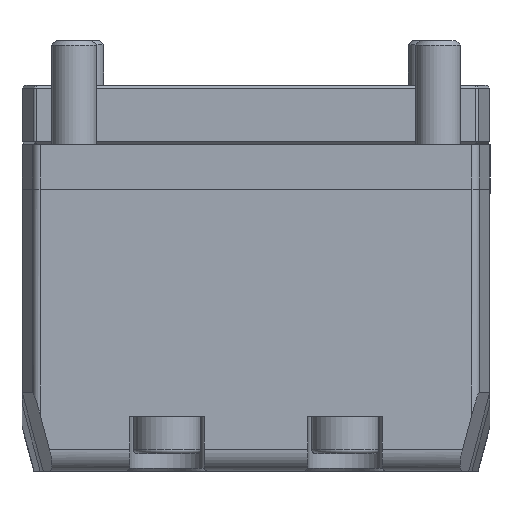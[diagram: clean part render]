
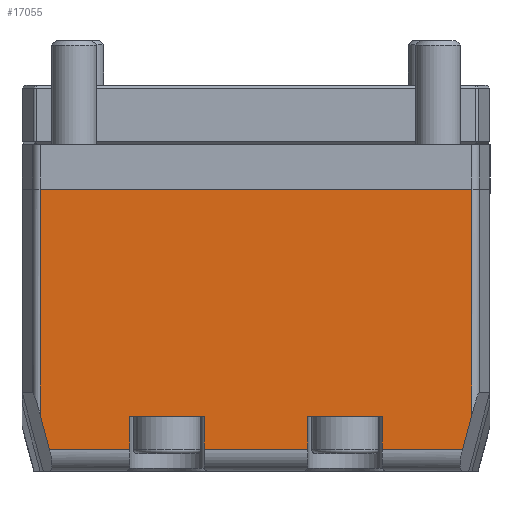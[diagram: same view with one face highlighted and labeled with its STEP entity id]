
A CAD part, front view. The second image highlights one B-rep face of the part: STEP entity #17055.
In plain terms, the highlighted planar face has unit normal (0, -1, 0).
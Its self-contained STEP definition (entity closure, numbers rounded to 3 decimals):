
#1906=LINE('',#25856,#3970);
#1912=LINE('',#25882,#3976);
#2029=LINE('',#26249,#4093);
#2031=LINE('',#26256,#4095);
#2032=LINE('',#26262,#4096);
#2038=LINE('',#26277,#4102);
#2040=LINE('',#26283,#4104);
#2063=LINE('',#26370,#4127);
#2073=LINE('',#26404,#4137);
#2081=LINE('',#26428,#4145);
#2082=LINE('',#26430,#4146);
#2083=LINE('',#26432,#4147);
#2084=LINE('',#26434,#4148);
#2085=LINE('',#26435,#4149);
#3970=VECTOR('',#21139,10.);
#3976=VECTOR('',#21161,10.);
#4093=VECTOR('',#21460,10.);
#4095=VECTOR('',#21470,10.);
#4096=VECTOR('',#21477,10.);
#4102=VECTOR('',#21495,10.);
#4104=VECTOR('',#21503,10.);
#4127=VECTOR('',#21598,10.);
#4137=VECTOR('',#21634,10.);
#4145=VECTOR('',#21658,10.);
#4146=VECTOR('',#21659,10.);
#4147=VECTOR('',#21660,10.);
#4148=VECTOR('',#21661,10.);
#4149=VECTOR('',#21662,10.);
#5869=FACE_OUTER_BOUND('',#6737,.T.);
#6737=EDGE_LOOP('',(#14808,#14809,#14810,#14811,#14812,#14813,#14814,#14815,
#14816,#14817,#14818,#14819,#14820,#14821));
#8279=VERTEX_POINT('',#25853);
#8280=VERTEX_POINT('',#25855);
#8291=VERTEX_POINT('',#25879);
#8292=VERTEX_POINT('',#25881);
#8403=VERTEX_POINT('',#26248);
#8404=VERTEX_POINT('',#26254);
#8406=VERTEX_POINT('',#26260);
#8410=VERTEX_POINT('',#26281);
#8438=VERTEX_POINT('',#26368);
#8449=VERTEX_POINT('',#26403);
#8457=VERTEX_POINT('',#26427);
#8458=VERTEX_POINT('',#26429);
#8459=VERTEX_POINT('',#26431);
#8460=VERTEX_POINT('',#26433);
#10363=EDGE_CURVE('',#8280,#8279,#1906,.T.);
#10375=EDGE_CURVE('',#8292,#8291,#1912,.T.);
#10538=EDGE_CURVE('',#8403,#8280,#2029,.T.);
#10542=EDGE_CURVE('',#8279,#8404,#2031,.T.);
#10545=EDGE_CURVE('',#8406,#8404,#2032,.T.);
#10553=EDGE_CURVE('',#8406,#8292,#2038,.T.);
#10556=EDGE_CURVE('',#8291,#8410,#2040,.T.);
#10600=EDGE_CURVE('',#8438,#8410,#2063,.T.);
#10614=EDGE_CURVE('',#8403,#8449,#2073,.T.);
#10626=EDGE_CURVE('',#8438,#8457,#2081,.T.);
#10627=EDGE_CURVE('',#8458,#8457,#2082,.T.);
#10628=EDGE_CURVE('',#8458,#8459,#2083,.T.);
#10629=EDGE_CURVE('',#8459,#8460,#2084,.T.);
#10630=EDGE_CURVE('',#8460,#8449,#2085,.T.);
#14808=ORIENTED_EDGE('',*,*,#10542,.T.);
#14809=ORIENTED_EDGE('',*,*,#10545,.F.);
#14810=ORIENTED_EDGE('',*,*,#10553,.T.);
#14811=ORIENTED_EDGE('',*,*,#10375,.T.);
#14812=ORIENTED_EDGE('',*,*,#10556,.T.);
#14813=ORIENTED_EDGE('',*,*,#10600,.F.);
#14814=ORIENTED_EDGE('',*,*,#10626,.T.);
#14815=ORIENTED_EDGE('',*,*,#10627,.F.);
#14816=ORIENTED_EDGE('',*,*,#10628,.T.);
#14817=ORIENTED_EDGE('',*,*,#10629,.T.);
#14818=ORIENTED_EDGE('',*,*,#10630,.T.);
#14819=ORIENTED_EDGE('',*,*,#10614,.F.);
#14820=ORIENTED_EDGE('',*,*,#10538,.T.);
#14821=ORIENTED_EDGE('',*,*,#10363,.T.);
#16306=PLANE('',#18027);
#17055=ADVANCED_FACE('',(#5869),#16306,.T.);
#18027=AXIS2_PLACEMENT_3D('',#26426,#21656,#21657);
#21139=DIRECTION('',(1.,0.,0.));
#21161=DIRECTION('',(1.,0.,0.));
#21460=DIRECTION('',(0.,0.,1.));
#21470=DIRECTION('',(0.,0.,-1.));
#21477=DIRECTION('',(-1.,0.,0.));
#21495=DIRECTION('',(0.,0.,1.));
#21503=DIRECTION('',(0.,0.,-1.));
#21598=DIRECTION('',(-1.,0.,0.));
#21634=DIRECTION('',(-1.,0.,0.));
#21656=DIRECTION('center_axis',(0.,-1.,0.));
#21657=DIRECTION('ref_axis',(-1.,0.,0.));
#21658=DIRECTION('',(0.259,0.,0.966));
#21659=DIRECTION('',(0.,0.,-1.));
#21660=DIRECTION('',(-1.,0.,0.));
#21661=DIRECTION('',(0.,0.,-1.));
#21662=DIRECTION('',(0.259,0.,-0.966));
#25853=CARTESIAN_POINT('',(-3.5,-15.75,-18.3));
#25855=CARTESIAN_POINT('',(-8.5,-15.75,-18.3));
#25856=CARTESIAN_POINT('',(6.54,-15.75,-18.3));
#25879=CARTESIAN_POINT('',(8.5,-15.75,-18.3));
#25881=CARTESIAN_POINT('',(3.5,-15.75,-18.3));
#25882=CARTESIAN_POINT('',(6.54,-15.75,-18.3));
#26248=CARTESIAN_POINT('',(-8.5,-15.75,-20.5));
#26249=CARTESIAN_POINT('',(-8.5,-15.75,-12.5));
#26254=CARTESIAN_POINT('',(-3.5,-15.75,-20.5));
#26256=CARTESIAN_POINT('',(-3.5,-15.75,-12.5));
#26260=CARTESIAN_POINT('',(3.5,-15.75,-20.5));
#26262=CARTESIAN_POINT('',(7.268,-15.75,-20.5));
#26277=CARTESIAN_POINT('',(3.5,-15.75,-12.5));
#26281=CARTESIAN_POINT('',(8.5,-15.75,-20.5));
#26283=CARTESIAN_POINT('',(8.5,-15.75,-12.5));
#26368=CARTESIAN_POINT('',(13.904,-15.75,-20.5));
#26370=CARTESIAN_POINT('',(7.268,-15.75,-20.5));
#26403=CARTESIAN_POINT('',(-13.904,-15.75,-20.5));
#26404=CARTESIAN_POINT('',(7.268,-15.75,-20.5));
#26426=CARTESIAN_POINT('Origin',(14.536,-15.75,-3.));
#26427=CARTESIAN_POINT('',(14.536,-15.75,-18.143));
#26428=CARTESIAN_POINT('',(19.14,-15.75,-0.958));
#26429=CARTESIAN_POINT('',(14.536,-15.75,-3.));
#26430=CARTESIAN_POINT('',(14.536,-15.75,-3.));
#26431=CARTESIAN_POINT('',(-14.536,-15.75,-3.));
#26432=CARTESIAN_POINT('',(15.75,-15.75,-3.));
#26433=CARTESIAN_POINT('',(-14.536,-15.75,-18.143));
#26434=CARTESIAN_POINT('',(-14.536,-15.75,-3.));
#26435=CARTESIAN_POINT('',(-18.167,-15.75,-4.592));
